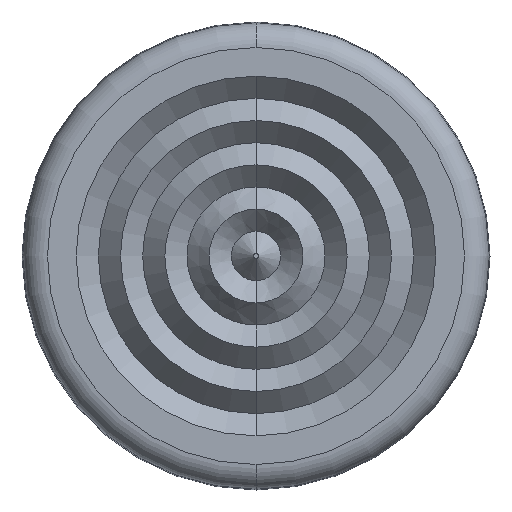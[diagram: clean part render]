
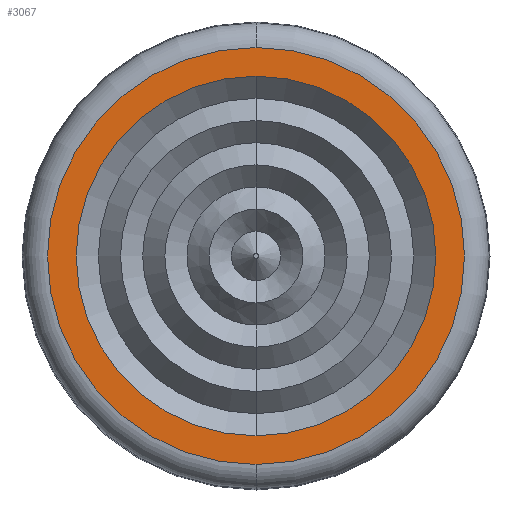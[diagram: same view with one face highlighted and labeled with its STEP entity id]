
A CAD part, front view. The second image highlights one B-rep face of the part: STEP entity #3067.
In plain terms, the highlighted planar face has unit normal (0, -1, 0).
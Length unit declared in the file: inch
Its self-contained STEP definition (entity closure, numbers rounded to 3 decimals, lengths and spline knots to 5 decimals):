
#605 = DIRECTION ( 'NONE',  ( 0., 0., -1. ) ) ;
#621 = FACE_BOUND ( 'NONE', #1073, .T. ) ;
#623 = DIRECTION ( 'NONE',  ( 0., -1., 0. ) ) ;
#628 = CARTESIAN_POINT ( 'NONE',  ( 0., -0.03, 0. ) ) ;
#638 = CARTESIAN_POINT ( 'NONE',  ( 0., -0.03, 0. ) ) ;
#720 = CARTESIAN_POINT ( 'NONE',  ( 0., -0.03, 0.08465 ) ) ;
#733 = DIRECTION ( 'NONE',  ( 0., 0., 1. ) ) ;
#825 = CARTESIAN_POINT ( 'NONE',  ( 0., -0.03, -0.08465 ) ) ;
#1001 = DIRECTION ( 'NONE',  ( 0., 1., 0. ) ) ;
#1073 = EDGE_LOOP ( 'NONE', ( #1537, #1486 ) ) ;
#1107 = CARTESIAN_POINT ( 'NONE',  ( 0., -0.03, 0. ) ) ;
#1124 = CARTESIAN_POINT ( 'NONE',  ( 0., -0.03, 0. ) ) ;
#1154 = DIRECTION ( 'NONE',  ( 0., 1., 0. ) ) ;
#1165 = DIRECTION ( 'NONE',  ( 0., 0., 1. ) ) ;
#1324 = AXIS2_PLACEMENT_3D ( 'NONE', #638, #623, #605 ) ;
#1345 = VERTEX_POINT ( 'NONE', #720 ) ;
#1348 = EDGE_LOOP ( 'NONE', ( #1625, #1616 ) ) ;
#1355 = AXIS2_PLACEMENT_3D ( 'NONE', #1124, #1001, #733 ) ;
#1358 = EDGE_CURVE ( 'NONE', #3144, #1666, #1963, .T. ) ;
#1486 = ORIENTED_EDGE ( 'NONE', *, *, #2323, .T. ) ;
#1537 = ORIENTED_EDGE ( 'NONE', *, *, #1358, .T. ) ;
#1616 = ORIENTED_EDGE ( 'NONE', *, *, #3383, .T. ) ;
#1625 = ORIENTED_EDGE ( 'NONE', *, *, #3740, .T. ) ;
#1666 = VERTEX_POINT ( 'NONE', #2643 ) ;
#1780 = VERTEX_POINT ( 'NONE', #825 ) ;
#1963 = CIRCLE ( 'NONE', #3592, 0.073 ) ;
#2323 = EDGE_CURVE ( 'NONE', #1666, #3144, #2634, .T. ) ;
#2379 = CIRCLE ( 'NONE', #2714, 0.08465 ) ;
#2417 = CIRCLE ( 'NONE', #1324, 0.08465 ) ;
#2419 = FACE_OUTER_BOUND ( 'NONE', #1348, .T. ) ;
#2634 = CIRCLE ( 'NONE', #1355, 0.073 ) ;
#2643 = CARTESIAN_POINT ( 'NONE',  ( 0., -0.03, 0.073 ) ) ;
#2714 = AXIS2_PLACEMENT_3D ( 'NONE', #2895, #2892, #2888 ) ;
#2888 = DIRECTION ( 'NONE',  ( 0., 0., -1. ) ) ;
#2892 = DIRECTION ( 'NONE',  ( 0., -1., 0. ) ) ;
#2895 = CARTESIAN_POINT ( 'NONE',  ( 0., -0.03, 0. ) ) ;
#3067 = ADVANCED_FACE ( 'NONE', ( #2419, #621 ), #3754, .T. ) ;
#3144 = VERTEX_POINT ( 'NONE', #3604 ) ;
#3383 = EDGE_CURVE ( 'NONE', #1345, #1780, #2379, .T. ) ;
#3592 = AXIS2_PLACEMENT_3D ( 'NONE', #1107, #1154, #1165 ) ;
#3593 = AXIS2_PLACEMENT_3D ( 'NONE', #628, #3731, #3723 ) ;
#3604 = CARTESIAN_POINT ( 'NONE',  ( 0., -0.03, -0.073 ) ) ;
#3723 = DIRECTION ( 'NONE',  ( 0., 0., -1. ) ) ;
#3731 = DIRECTION ( 'NONE',  ( 0., -1., 0. ) ) ;
#3740 = EDGE_CURVE ( 'NONE', #1780, #1345, #2417, .T. ) ;
#3754 = PLANE ( 'NONE',  #3593 ) ;
